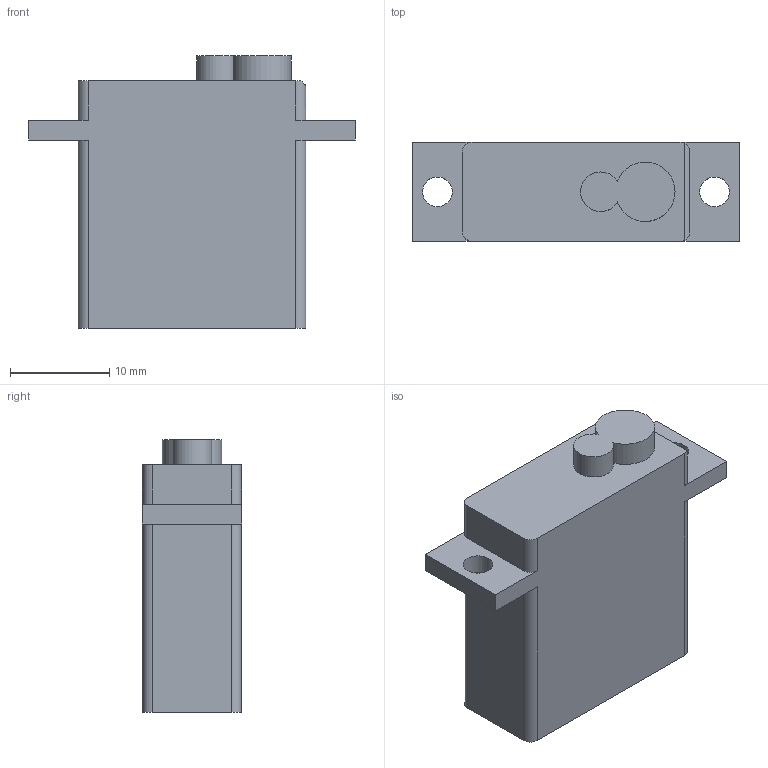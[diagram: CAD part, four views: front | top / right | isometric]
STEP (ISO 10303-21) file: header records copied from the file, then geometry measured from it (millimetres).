
FILE_DESCRIPTION(('STEP AP214'), '1');
FILE_NAME('ServoLFD-01', '', ('UNSPECIFIED'), ('UNSPECIFIED'), 'C3D Converter', 'C3D Toolkit', '');
FILE_SCHEMA(('AUTOMOTIVE_DESIGN { 1 0 10303 214 3 1 1}'));
Length unit declared in the file: millimetre
Bounding box: 33 x 10 x 27.5 mm (x, y, z)
Volume: 6001.3 mm3; surface area: 2385 mm2
Topology: 1 solids, 1 shells, 28 faces, 75 edges, 50 vertices
Faces by surface type: plane 16, cylinder 12
Full cylindrical faces by diameter (mm): 3 x2
Entity records: 921 total; most frequent: CARTESIAN_POINT 158, DIRECTION 153, ORIENTED_EDGE 146, EDGE_CURVE 73, AXIS2_PLACEMENT_3D 53, VERTEX_POINT 50, LINE 47, VECTOR 47
